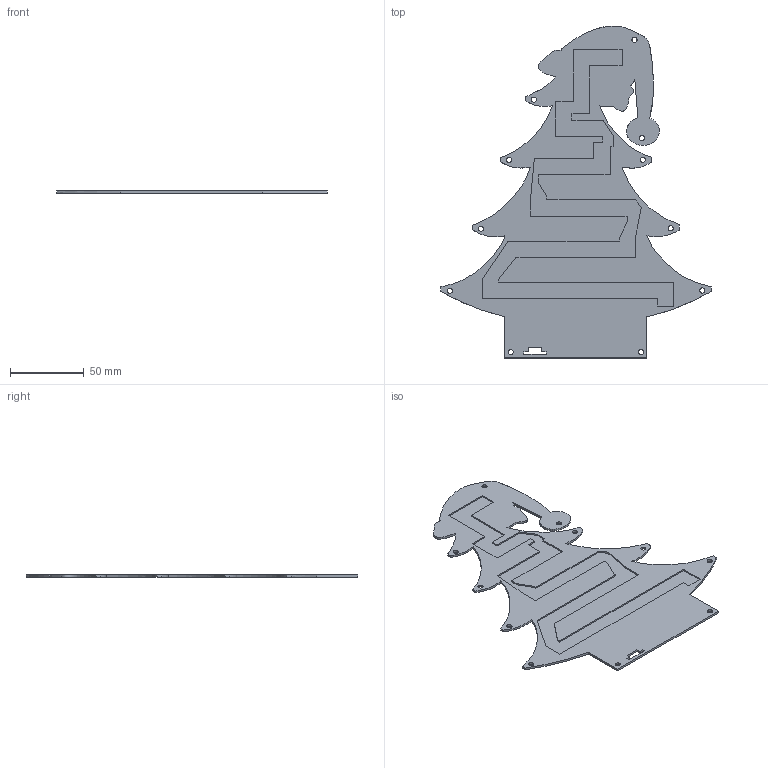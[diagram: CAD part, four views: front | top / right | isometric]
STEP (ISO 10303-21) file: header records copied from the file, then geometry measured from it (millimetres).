
FILE_DESCRIPTION((''),'2;1');
FILE_NAME('CALENDARIO_AVVENTO_DIETRO','2022-11-12T12:36:13',('alexb'),(''),'CREO PARAMETRIC BY PTC INC, 2022164','CREO PARAMETRIC BY PTC INC, 2022164','');
FILE_SCHEMA(('CONFIG_CONTROL_DESIGN'));
Length unit declared in the file: millimetre
Products named in the file (1): CALENDARIO_AVVENTO_DIETRO
Bounding box: 183.48 x 225.39 x 1.5 mm (x, y, z)
Volume: 26161.6 mm3; surface area: 44911.9 mm2
Topology: 1 solids, 1 shells, 117 faces, 342 edges, 228 vertices
Faces by surface type: plane 67, extrusion 28, cylinder 22
Entity records: 6420 total; most frequent: CARTESIAN_POINT 3293, ORIENTED_EDGE 684, DIRECTION 536, EDGE_CURVE 342, VECTOR 270, LINE 242, VERTEX_POINT 228, EDGE_LOOP 142
